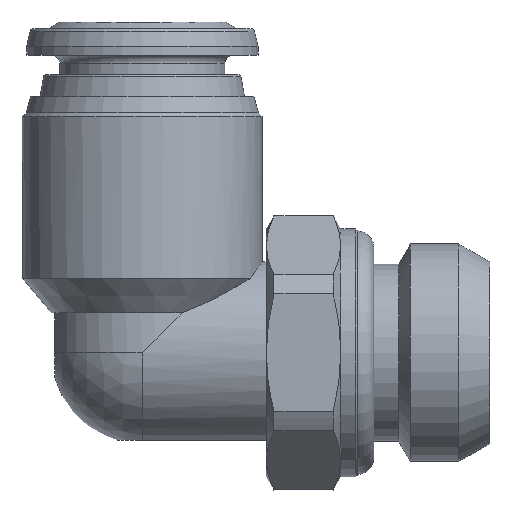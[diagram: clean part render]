
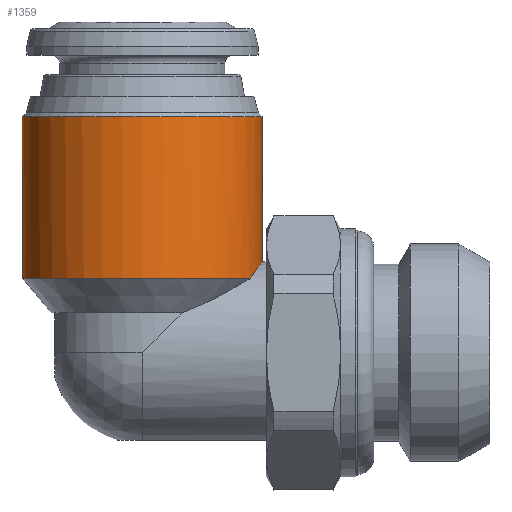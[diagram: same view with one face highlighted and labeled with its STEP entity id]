
A CAD part, left-side view. The second image highlights one B-rep face of the part: STEP entity #1359.
In plain terms, the highlighted cylindrical face has radius 7.25 mm (diameter 14.5 mm), a full revolution.
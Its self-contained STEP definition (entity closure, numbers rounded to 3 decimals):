
#67=B_SPLINE_CURVE_WITH_KNOTS('',3,(#1863,#1864,#1865,#1866,#1867,#1868,
#1869),.UNSPECIFIED.,.F.,.F.,(4,1,1,1,4),(0.,0.002,0.003,
0.005,0.007),.UNSPECIFIED.);
#143=CIRCLE('',#1416,7.25);
#177=CIRCLE('',#1481,7.25);
#335=ORIENTED_EDGE('',*,*,#443,.T.);
#336=ORIENTED_EDGE('',*,*,#451,.F.);
#337=ORIENTED_EDGE('',*,*,#524,.T.);
#443=EDGE_CURVE('',#559,#558,#67,.T.);
#451=EDGE_CURVE('',#559,#558,#143,.T.);
#524=EDGE_CURVE('',#609,#609,#177,.T.);
#558=VERTEX_POINT('',#1862);
#559=VERTEX_POINT('',#1870);
#609=VERTEX_POINT('',#2109);
#678=EDGE_LOOP('',(#335,#336));
#679=EDGE_LOOP('',(#337));
#779=FACE_BOUND('',#678,.T.);
#780=FACE_BOUND('',#679,.T.);
#848=CYLINDRICAL_SURFACE('',#1480,7.25);
#1359=ADVANCED_FACE('',(#779,#780),#848,.T.);
#1416=AXIS2_PLACEMENT_3D('',#1887,#1577,#1578);
#1480=AXIS2_PLACEMENT_3D('',#2107,#1720,#1721);
#1481=AXIS2_PLACEMENT_3D('',#2108,#1722,#1723);
#1577=DIRECTION('',(0.,0.,-1.));
#1578=DIRECTION('',(-1.,0.,0.));
#1720=DIRECTION('',(0.,0.,-1.));
#1721=DIRECTION('',(-1.,0.,0.));
#1722=DIRECTION('',(0.,0.,-1.));
#1723=DIRECTION('',(-1.,0.,0.));
#1862=CARTESIAN_POINT('',(3.162,14.476,4.5));
#1863=CARTESIAN_POINT('',(-3.162,14.476,4.5));
#1864=CARTESIAN_POINT('',(-2.72,14.262,4.811));
#1865=CARTESIAN_POINT('',(-1.732,13.894,5.312));
#1866=CARTESIAN_POINT('',(-0.006,13.678,5.594));
#1867=CARTESIAN_POINT('',(1.728,13.893,5.314));
#1868=CARTESIAN_POINT('',(2.719,14.261,4.811));
#1869=CARTESIAN_POINT('',(3.162,14.476,4.5));
#1870=CARTESIAN_POINT('',(-3.162,14.476,4.5));
#1887=CARTESIAN_POINT('',(0.,21.,4.5));
#2107=CARTESIAN_POINT('',(0.,21.,0.));
#2108=CARTESIAN_POINT('',(0.,21.,14.268));
#2109=CARTESIAN_POINT('',(-7.25,21.,14.268));
